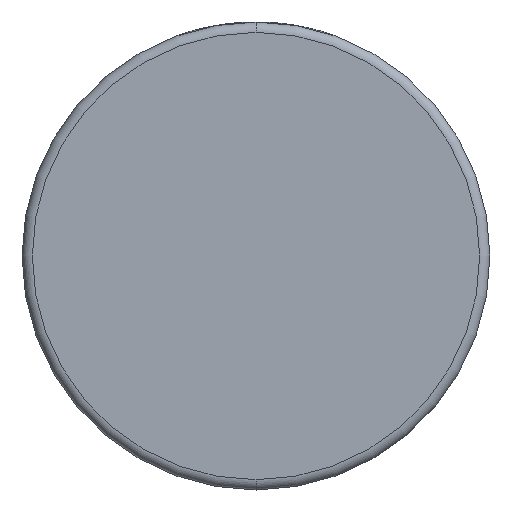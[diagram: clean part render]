
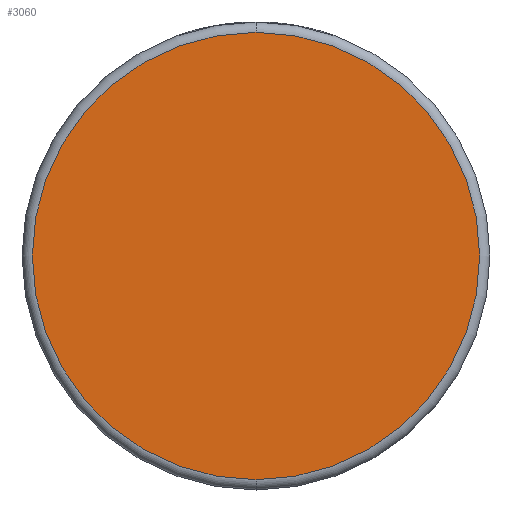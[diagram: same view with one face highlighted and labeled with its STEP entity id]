
A CAD part, front view. The second image highlights one B-rep face of the part: STEP entity #3060.
In plain terms, the highlighted planar face has unit normal (0, -1, 0).
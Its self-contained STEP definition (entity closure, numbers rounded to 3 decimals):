
#186 = AXIS2_PLACEMENT_3D ( 'NONE', #1905, #1252, #3907 ) ;
#1076 = EDGE_LOOP ( 'NONE', ( #1217, #1302 ) ) ;
#1153 = VERTEX_POINT ( 'NONE', #3661 ) ;
#1217 = ORIENTED_EDGE ( 'NONE', *, *, #3454, .T. ) ;
#1245 = DIRECTION ( 'NONE',  ( 0., 0., 1. ) ) ;
#1252 = DIRECTION ( 'NONE',  ( 0., 1., 0. ) ) ;
#1302 = ORIENTED_EDGE ( 'NONE', *, *, #1392, .T. ) ;
#1392 = EDGE_CURVE ( 'NONE', #3274, #1153, #3854, .T. ) ;
#1515 = DIRECTION ( 'NONE',  ( 0., -1., 0. ) ) ;
#1858 = PLANE ( 'NONE',  #186 ) ;
#1879 = DIRECTION ( 'NONE',  ( 0., -1., 0. ) ) ;
#1890 = FACE_OUTER_BOUND ( 'NONE', #1076, .T. ) ;
#1905 = CARTESIAN_POINT ( 'NONE',  ( 0., 0., 0. ) ) ;
#2156 = AXIS2_PLACEMENT_3D ( 'NONE', #3830, #1879, #1245 ) ;
#2655 = CARTESIAN_POINT ( 'NONE',  ( 0., 0., -43.5 ) ) ;
#3060 = ADVANCED_FACE ( 'NONE', ( #1890 ), #1858, .F. ) ;
#3274 = VERTEX_POINT ( 'NONE', #2655 ) ;
#3414 = DIRECTION ( 'NONE',  ( 0., 0., 1. ) ) ;
#3454 = EDGE_CURVE ( 'NONE', #1153, #3274, #3872, .T. ) ;
#3474 = CARTESIAN_POINT ( 'NONE',  ( 0., 0., 0. ) ) ;
#3661 = CARTESIAN_POINT ( 'NONE',  ( 0., 0., 43.5 ) ) ;
#3790 = AXIS2_PLACEMENT_3D ( 'NONE', #3474, #1515, #3414 ) ;
#3830 = CARTESIAN_POINT ( 'NONE',  ( 0., 0., 0. ) ) ;
#3854 = CIRCLE ( 'NONE', #2156, 43.5 ) ;
#3872 = CIRCLE ( 'NONE', #3790, 43.5 ) ;
#3907 = DIRECTION ( 'NONE',  ( 0., 0., 1. ) ) ;
